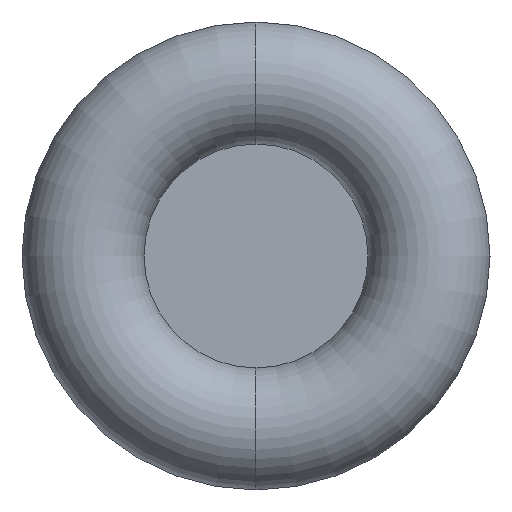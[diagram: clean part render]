
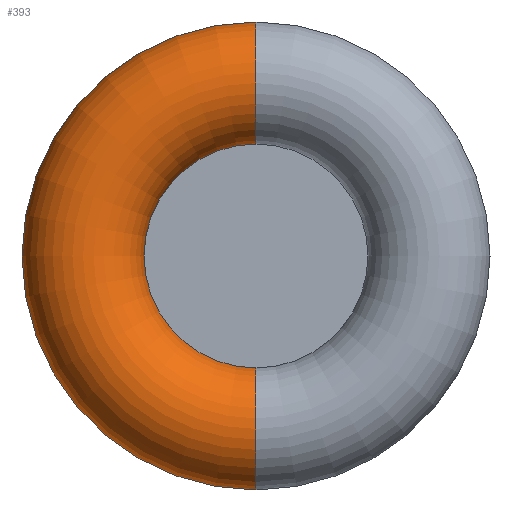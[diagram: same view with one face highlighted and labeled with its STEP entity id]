
A CAD part, left-side view. The second image highlights one B-rep face of the part: STEP entity #393.
In plain terms, the highlighted toroidal (fillet/blend) face has major radius 0.432 mm and minor radius 0.152 mm.
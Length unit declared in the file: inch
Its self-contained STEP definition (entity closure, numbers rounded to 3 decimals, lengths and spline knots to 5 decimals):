
#6 = VERTEX_POINT ( 'NONE', #222 ) ;
#12 = VERTEX_POINT ( 'NONE', #253 ) ;
#71 = VERTEX_POINT ( 'NONE', #207 ) ;
#75 = DIRECTION ( 'NONE',  ( 0., 0., 1. ) ) ;
#78 = CIRCLE ( 'NONE', #522, 0.006 ) ;
#94 = DIRECTION ( 'NONE',  ( -1., 0., 0. ) ) ;
#100 = CARTESIAN_POINT ( 'NONE',  ( 0.006, 0., 0. ) ) ;
#119 = CARTESIAN_POINT ( 'NONE',  ( 0.006, 0., -0.017 ) ) ;
#142 = DIRECTION ( 'NONE',  ( 0., 0., 1. ) ) ;
#149 = AXIS2_PLACEMENT_3D ( 'NONE', #561, #560, #471 ) ;
#161 = CIRCLE ( 'NONE', #295, 0.011 ) ;
#165 = DIRECTION ( 'NONE',  ( 0., 0., 1. ) ) ;
#168 = DIRECTION ( 'NONE',  ( -1., 0., 0. ) ) ;
#171 = CARTESIAN_POINT ( 'NONE',  ( 0.006, 0., 0. ) ) ;
#182 = AXIS2_PLACEMENT_3D ( 'NONE', #100, #94, #75 ) ;
#198 = CIRCLE ( 'NONE', #368, 0.023 ) ;
#204 = ORIENTED_EDGE ( 'NONE', *, *, #437, .F. ) ;
#207 = CARTESIAN_POINT ( 'NONE',  ( 0.006, 0., -0.011 ) ) ;
#222 = CARTESIAN_POINT ( 'NONE',  ( 0.006, 0., -0.023 ) ) ;
#227 = FACE_OUTER_BOUND ( 'NONE', #490, .T. ) ;
#243 = DIRECTION ( 'NONE',  ( 0., 1., 0. ) ) ;
#253 = CARTESIAN_POINT ( 'NONE',  ( 0.006, 0., 0.023 ) ) ;
#265 = ORIENTED_EDGE ( 'NONE', *, *, #356, .F. ) ;
#278 = DIRECTION ( 'NONE',  ( 0., 0., 1. ) ) ;
#285 = DIRECTION ( 'NONE',  ( -1., 0., 0. ) ) ;
#287 = CARTESIAN_POINT ( 'NONE',  ( 0.006, 0., 0. ) ) ;
#295 = AXIS2_PLACEMENT_3D ( 'NONE', #171, #168, #165 ) ;
#304 = EDGE_CURVE ( 'NONE', #12, #6, #198, .T. ) ;
#307 = VERTEX_POINT ( 'NONE', #337 ) ;
#331 = ORIENTED_EDGE ( 'NONE', *, *, #304, .T. ) ;
#337 = CARTESIAN_POINT ( 'NONE',  ( 0.006, 0., 0.011 ) ) ;
#356 = EDGE_CURVE ( 'NONE', #307, #71, #161, .T. ) ;
#368 = AXIS2_PLACEMENT_3D ( 'NONE', #287, #285, #278 ) ;
#393 = ADVANCED_FACE ( 'NONE', ( #227 ), #600, .T. ) ;
#437 = EDGE_CURVE ( 'NONE', #12, #307, #568, .T. ) ;
#471 = DIRECTION ( 'NONE',  ( 0., 0., -1. ) ) ;
#475 = ORIENTED_EDGE ( 'NONE', *, *, #514, .T. ) ;
#490 = EDGE_LOOP ( 'NONE', ( #331, #475, #265, #204 ) ) ;
#514 = EDGE_CURVE ( 'NONE', #6, #71, #78, .T. ) ;
#522 = AXIS2_PLACEMENT_3D ( 'NONE', #119, #243, #142 ) ;
#560 = DIRECTION ( 'NONE',  ( 0., -1., 0. ) ) ;
#561 = CARTESIAN_POINT ( 'NONE',  ( 0.006, 0., 0.017 ) ) ;
#568 = CIRCLE ( 'NONE', #149, 0.006 ) ;
#600 = TOROIDAL_SURFACE ( 'NONE', #182, 0.017, 0.006 ) ;
